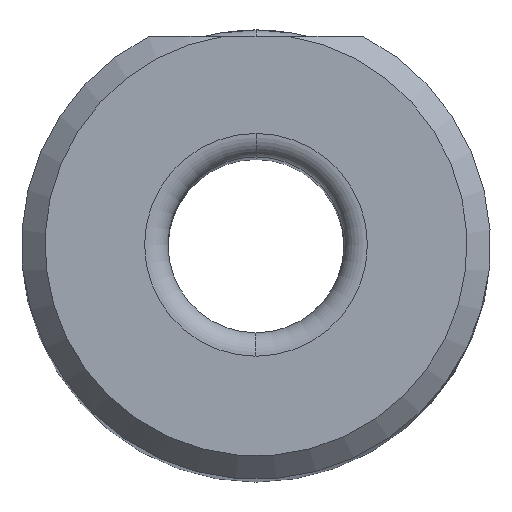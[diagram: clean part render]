
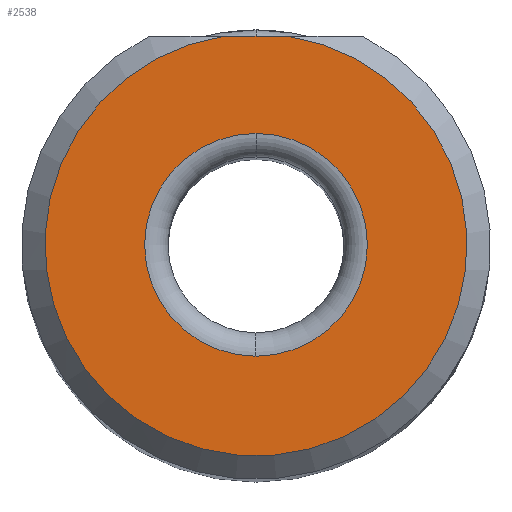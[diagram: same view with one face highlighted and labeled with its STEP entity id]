
A CAD part, top view. The second image highlights one B-rep face of the part: STEP entity #2538.
In plain terms, the highlighted planar face has unit normal (0, 0, 1).
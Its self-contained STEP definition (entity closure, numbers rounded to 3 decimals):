
#984=CARTESIAN_POINT('',(0,0,31.75));
#985=DIRECTION('',(0,0,1));
#986=DIRECTION('',(-0.149,0.989,0));
#987=AXIS2_PLACEMENT_3D('',#984,#985,#986);
#996=CARTESIAN_POINT('',(0,0,31.75));
#997=DIRECTION('',(0,0,1));
#998=DIRECTION('',(0,-1,0));
#999=AXIS2_PLACEMENT_3D('',#996,#997,#998);
#1001=CARTESIAN_POINT('',(0,0,31.75));
#1002=DIRECTION('',(0,0,1));
#1003=DIRECTION('',(0,1,0));
#1004=AXIS2_PLACEMENT_3D('',#1001,#1002,#1003);
#1006=DIRECTION('',(-1,0,0));
#1007=VECTOR('',#1006,2.676);
#1008=CARTESIAN_POINT('',(1.338,8.9,31.75));
#1009=LINE('',#1008,#1007);
#1128=CARTESIAN_POINT('',(0,-4.75,31.75));
#1129=CARTESIAN_POINT('',(0,4.75,31.75));
#1130=VERTEX_POINT('',#1128);
#1131=VERTEX_POINT('',#1129);
#1144=CARTESIAN_POINT('',(1.338,8.9,31.75));
#1145=CARTESIAN_POINT('',(-1.338,8.9,31.75));
#1146=VERTEX_POINT('',#1144);
#1147=VERTEX_POINT('',#1145);
#2523=CARTESIAN_POINT('',(0,0,31.75));
#2524=DIRECTION('',(0,0,-1));
#2525=DIRECTION('',(0,-1,0));
#2526=AXIS2_PLACEMENT_3D('',#2523,#2524,#2525);
#2527=PLANE('',#2526);
#2528=ORIENTED_EDGE('',*,*,#2499,.F.);
#2529=ORIENTED_EDGE('',*,*,#2517,.F.);
#2530=EDGE_LOOP('',(#2528,#2529));
#2531=FACE_OUTER_BOUND('',#2530,.F.);
#2533=ORIENTED_EDGE('',*,*,#2532,.T.);
#2535=ORIENTED_EDGE('',*,*,#2534,.T.);
#2536=EDGE_LOOP('',(#2533,#2535));
#2537=FACE_BOUND('',#2536,.F.);
#2538=ADVANCED_FACE('',(#2531,#2537),#2527,.F.);
#988=CIRCLE('',#987,9);
#1000=CIRCLE('',#999,4.75);
#1005=CIRCLE('',#1004,4.75);
#2499=EDGE_CURVE('',#1146,#1147,#1009,.T.);
#2517=EDGE_CURVE('',#1147,#1146,#988,.T.);
#2532=EDGE_CURVE('',#1130,#1131,#1000,.T.);
#2534=EDGE_CURVE('',#1131,#1130,#1005,.T.);
